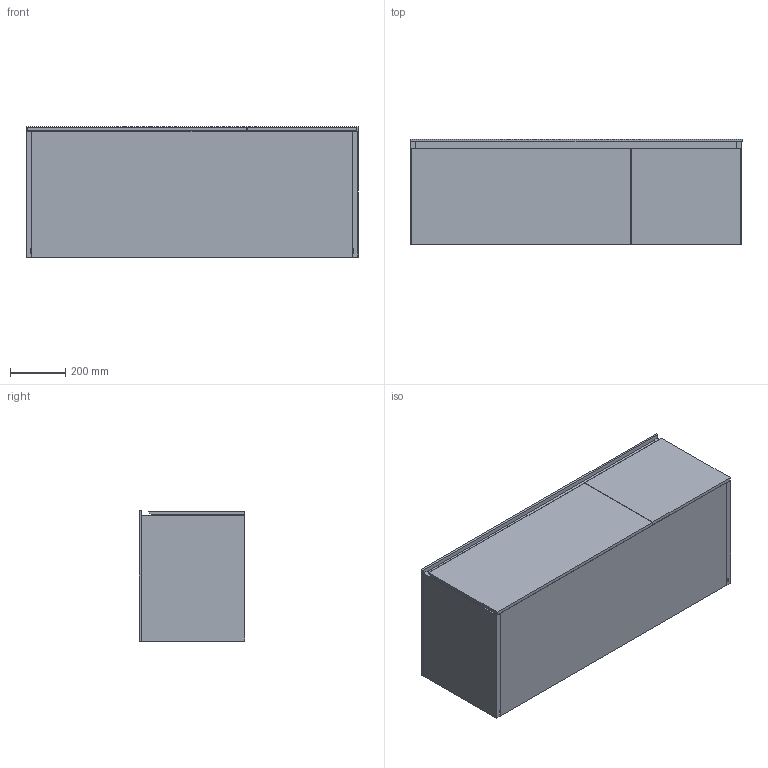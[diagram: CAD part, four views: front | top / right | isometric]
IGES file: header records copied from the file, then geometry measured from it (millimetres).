
Start section: SolidWorks IGES file using analytic representation for surfaces
Global section: file name: WP1200375-2AUSAERL-47.IGS; native system: SolidWorks 2020; preprocessor: SolidWorks 2020; author: r.frank; date: 210208.102827; units: millimetre
Bounding box: 1200 x 382 x 470 mm (x, y, z)
Surface area: 6567394.8 mm2 (no closed solid volume)
Topology: 0 solids, 0 shells, 298 faces, 2808 edges, 2808 vertices
Faces by surface type: bspline 240, revolution 58
